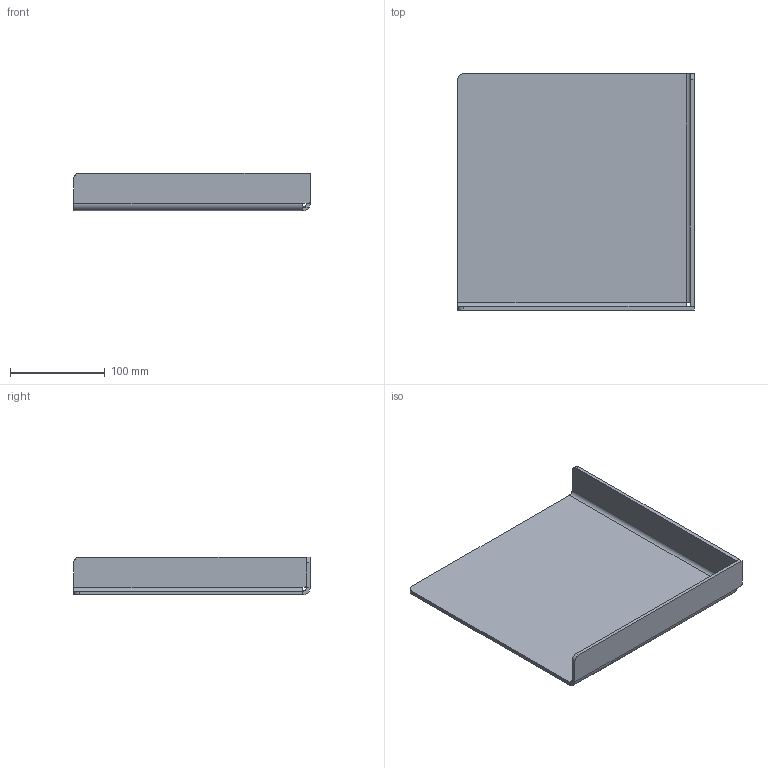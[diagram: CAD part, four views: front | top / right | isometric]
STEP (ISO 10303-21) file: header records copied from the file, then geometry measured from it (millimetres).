
FILE_DESCRIPTION(/* description */ (''),/* implementation_level */ '2;1');
FILE_NAME(/* name */ 'Bauteil1.stp',/* time_stamp */ '2019-09-04T10:09:46+02:00',/* author */ ('stephan'),/* organization */ ('Gla-Wel'),/* preprocessor_version */ 'ST-DEVELOPER v18',/* originating_system */ 'Autodesk Inventor 2020',/* authorisation */ '');
FILE_SCHEMA (('AUTOMOTIVE_DESIGN { 1 0 10303 214 3 1 1 }'));
Length unit declared in the file: millimetre
Products named in the file (1): Bauteil1
Bounding box: 250 x 250 x 40 mm (x, y, z)
Volume: 315878 mm3; surface area: 162531.2 mm2
Topology: 1 solids, 1 shells, 31 faces, 69 edges, 40 vertices
Faces by surface type: plane 22, cylinder 9
Entity records: 880 total; most frequent: DIRECTION 153, CARTESIAN_POINT 141, ORIENTED_EDGE 138, EDGE_CURVE 69, AXIS2_PLACEMENT_3D 52, LINE 49, VECTOR 49, VERTEX_POINT 40
